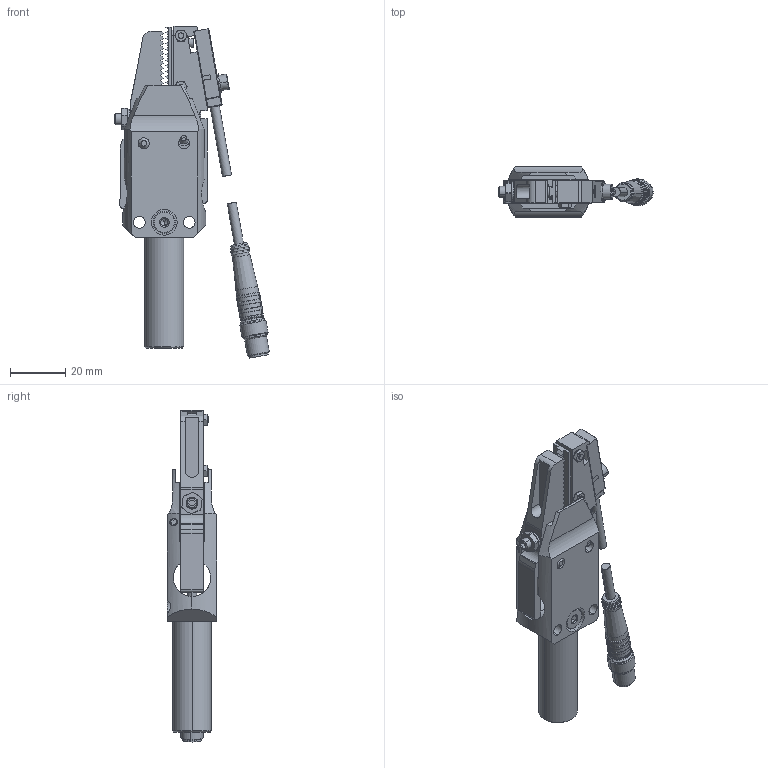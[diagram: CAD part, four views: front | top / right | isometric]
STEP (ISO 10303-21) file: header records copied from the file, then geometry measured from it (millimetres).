
FILE_DESCRIPTION (( 'STEP AP214' ), '1' );
FILE_NAME ('CA.GTS.1003.1215.STEP', '2015-12-13T09:33:14', ( '' ), ( '' ), 'SwSTEP 2.0', 'SolidWorks 2012', '' );
FILE_SCHEMA (( 'AUTOMOTIVE_DESIGN' ));
Length unit declared in the file: millimetre
Products named in the file (24): CA.08.14.013; socket set screw cone point_iso_ISO 4027 - M3 x 5-N; M.5,6x22; SP.4X18m6.LAV; GTS.03.15; D.2_Hexagon Nut ISO 4032 - M2 - W - N; V.TSP M2X10_ISO 2009 - M2 x 10 --- 10N; socket countersunk head screw_iso_ISO 10642 - M4 x 16 --- 16C; socket head cap screw_iso_ISO 4762 M3 x 8 --- 8N; plain washer normal grade a_iso_Washer ISO 7089 - 3; M.4,5x11; GTS.1003.15.1; GRZ.20.SC.PNP; PSG-M; Q5-5; GTS.1003.15; GTS.03.12; R.4.SCH; socket set screw cone point_iso_ISO 4027 - M4 x 16-N; D.4; PAP.0405504; GTS.1003.12; GTS.1003.01; CA.GTS.1003.1215
Assembly tree (31 placements, depth 4):
  CA.GTS.1003.1215
    GTS.1003.01
    GTS.03.12
      GTS.1003.12
      PAP.0405504  x2
      D.4
      socket set screw cone point_iso_ISO 4027 - M4 x 16-N
      R.4.SCH
    GTS.03.15
      GTS.1003.15
      GRZ.20.SC.PNP
        Q5-5
        PSG-M
      GTS.1003.15.1
      PAP.0405504  x2
      M.4,5x11
      plain washer normal grade a_iso_Washer ISO 7089 - 3
      socket head cap screw_iso_ISO 4762 M3 x 8 --- 8N
      socket countersunk head screw_iso_ISO 10642 - M4 x 16 --- 16C
      V.TSP M2X10_ISO 2009 - M2 x 10 --- 10N  x2
      D.2_Hexagon Nut ISO 4032 - M2 - W - N  x2
    SP.4X18m6.LAV  x2
    M.5,6x22
    socket set screw cone point_iso_ISO 4027 - M3 x 5-N  x2
    CA.08.14.013  x2
Bounding box: 55.74 x 18 x 119.83 mm (x, y, z)
Volume: 30246.4 mm3; surface area: 23726.4 mm2
Topology: 28 solids, 28 shells, 1413 faces, 3683 edges, 2341 vertices
Faces by surface type: plane 978, cylinder 268, cone 117, torus 34, bspline 16
Entity records: 49617 total; most frequent: CARTESIAN_POINT 15434, ORIENTED_EDGE 6792, DIRECTION 6578, EDGE_CURVE 3396, LINE 2462, VECTOR 2462, VERTEX_POINT 2180, AXIS2_PLACEMENT_3D 2058
